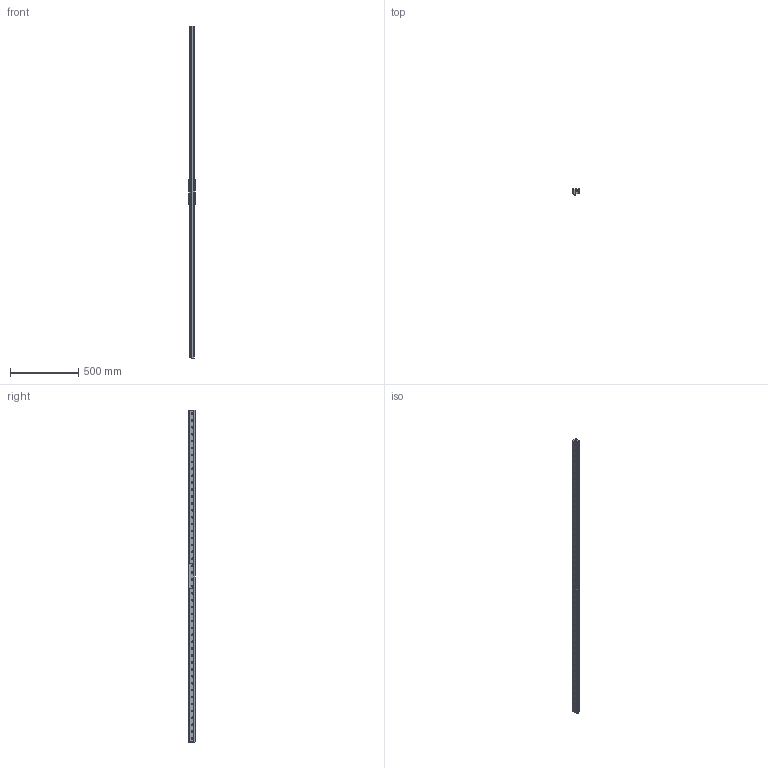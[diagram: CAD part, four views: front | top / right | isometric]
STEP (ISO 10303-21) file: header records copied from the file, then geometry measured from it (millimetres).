
FILE_DESCRIPTION((''),'2;1');
FILE_NAME('110096.stp','2009-08-05T09:08:26',('David Woerner'),(''),'Autodesk Inventor 2010','Autodesk Inventor 2010','');
FILE_SCHEMA(('AUTOMOTIVE_DESIGN { 1 0 10303 214 1 1 1 1 }'));
Length unit declared in the file: inch
Products named in the file (15): 110096 (LevelofDetail1); 110048 (~2); 110567; 110568; 9654; Hexagon Socket Button Head Cap Screw - Inch 1/4 - 20 x 3/4; 2583; Parker Countersunk Hex-Head Plug 219P 219P-4; 110048 (~1); 2977; 2976; 9776; Unbrako UNC Hex Socket Button Cap - Inch 1/4 x 1.1/4; 9950; Unbrako UNC Hex Socket Button Cap - Inch 1/4 x 5/8
Assembly tree (73 placements, depth 4):
  110096 (LevelofDetail1)
    110048 (~2)
      110567
      110568
      9654  x24
        Hexagon Socket Button Head Cap Screw - Inch 1/4 - 20 x 3/4
      2583  x3
        Parker Countersunk Hex-Head Plug 219P 219P-4
    110048 (~1)
      110567
      110568
      9654  x22
        Hexagon Socket Button Head Cap Screw - Inch 1/4 - 20 x 3/4
      2583  x4
        Parker Countersunk Hex-Head Plug 219P 219P-4
    2977
    2976
    9776  x4
      Unbrako UNC Hex Socket Button Cap - Inch 1/4 x 1.1/4
    9950  x4
      Unbrako UNC Hex Socket Button Cap - Inch 1/4 x 5/8
Bounding box: 55.92 x 44.45 x 2438.4 mm (x, y, z)
Volume: 3214264.8 mm3; surface area: 762263.7 mm2
Topology: 67 solids, 67 shells, 1167 faces, 2614 edges, 1684 vertices
Faces by surface type: plane 601, bspline 298, cylinder 131, cone 129, torus 8
Full cylindrical faces by diameter (mm): 6.35 x54, 6.756 x4, 11.1 x54, 11.113 x2, 15.443 x1
Entity records: 7874 total; most frequent: CARTESIAN_POINT 2569, DIRECTION 980, ORIENTED_EDGE 776, EDGE_LOOP 466, AXIS2_PLACEMENT_3D 413, EDGE_CURVE 388, VERTEX_POINT 322, FACE_BOUND 254
